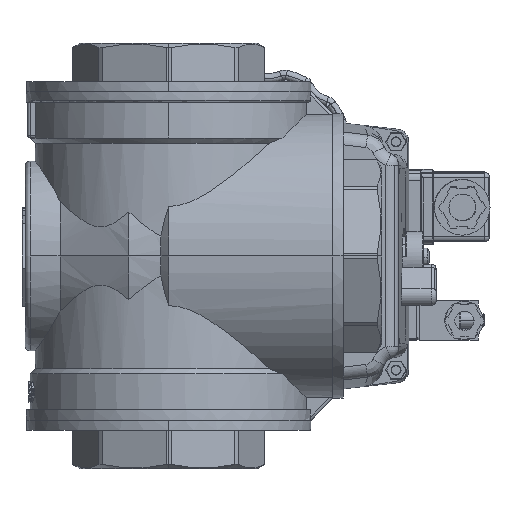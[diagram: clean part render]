
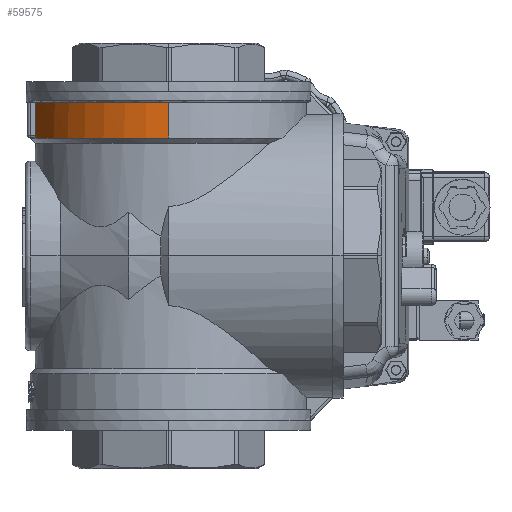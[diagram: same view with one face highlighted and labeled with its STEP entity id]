
A CAD part, front view. The second image highlights one B-rep face of the part: STEP entity #59575.
In plain terms, the highlighted cylindrical face has radius 54 mm (diameter 108 mm), a partial arc.
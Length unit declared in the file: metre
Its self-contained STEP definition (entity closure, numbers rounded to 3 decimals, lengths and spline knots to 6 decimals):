
#1323 = CARTESIAN_POINT ( 'NONE',  ( -0.123645, -0.066407, 0.434682 ) ) ;
#5591 = CARTESIAN_POINT ( 'NONE',  ( -0.123715, -0.066148, 0.434656 ) ) ;
#10852 = EDGE_CURVE ( 'NONE', #29550, #91521, #102470, .T. ) ;
#12806 = B_SPLINE_CURVE_WITH_KNOTS ( 'NONE', 3,
 ( #27638, #43866, #17657, #103597, #26508, #60785, #78317, #1323, #106404, #56196 ),
 .UNSPECIFIED., .F., .F.,
 ( 4, 2, 2, 2, 4 ),
 ( 0., 0.000398, 0.000796, 0.001194, 0.001592 ),
 .UNSPECIFIED. ) ;
#17657 = CARTESIAN_POINT ( 'NONE',  ( -0.123444, -0.067121, 0.435389 ) ) ;
#18209 = DIRECTION ( 'NONE',  ( 0., 0., 1. ) ) ;
#22074 = CIRCLE ( 'NONE', #47163, 0.054 ) ;
#23437 = DIRECTION ( 'NONE',  ( 0., -1., 0. ) ) ;
#26508 = CARTESIAN_POINT ( 'NONE',  ( -0.123496, -0.066942, 0.435034 ) ) ;
#27638 = CARTESIAN_POINT ( 'NONE',  ( -0.123437, -0.067148, 0.435656 ) ) ;
#28207 = LINE ( 'NONE', #64128, #109743 ) ;
#29550 = VERTEX_POINT ( 'NONE', #35390 ) ;
#35390 = CARTESIAN_POINT ( 'NONE',  ( -0.123437, -0.067148, 0.435656 ) ) ;
#36633 = DIRECTION ( 'NONE',  ( 0., 0., 1. ) ) ;
#36646 = CARTESIAN_POINT ( 'NONE',  ( -0.071562, -0.106148, 0.434656 ) ) ;
#40484 = AXIS2_PLACEMENT_3D ( 'NONE', #101607, #50336, #23437 ) ;
#41372 = CYLINDRICAL_SURFACE ( 'NONE', #40484, 0.054 ) ;
#43866 = CARTESIAN_POINT ( 'NONE',  ( -0.123437, -0.067148, 0.435521 ) ) ;
#47163 = AXIS2_PLACEMENT_3D ( 'NONE', #59146, #18209, #58603 ) ;
#48513 = EDGE_CURVE ( 'NONE', #87842, #81309, #22074, .T. ) ;
#50336 = DIRECTION ( 'NONE',  ( 0., 0., 1. ) ) ;
#50628 = CARTESIAN_POINT ( 'NONE',  ( -0.123437, -0.067148, 0.441656 ) ) ;
#52464 = ORIENTED_EDGE ( 'NONE', *, *, #48513, .T. ) ;
#53077 = CARTESIAN_POINT ( 'NONE',  ( -0.071562, -0.106148, 0.448656 ) ) ;
#56196 = CARTESIAN_POINT ( 'NONE',  ( -0.123715, -0.066148, 0.434656 ) ) ;
#56578 = EDGE_LOOP ( 'NONE', ( #52464, #102093, #63770, #68371, #60223 ) ) ;
#58603 = DIRECTION ( 'NONE',  ( 0., -1., 0. ) ) ;
#59146 = CARTESIAN_POINT ( 'NONE',  ( -0.071562, -0.052148, 0.434656 ) ) ;
#59575 = ADVANCED_FACE ( 'NONE', ( #85932 ), #41372, .T. ) ;
#60223 = ORIENTED_EDGE ( 'NONE', *, *, #73837, .T. ) ;
#60785 = CARTESIAN_POINT ( 'NONE',  ( -0.123548, -0.066756, 0.434852 ) ) ;
#63770 = ORIENTED_EDGE ( 'NONE', *, *, #79166, .F. ) ;
#64128 = CARTESIAN_POINT ( 'NONE',  ( -0.071562, -0.106148, 0.441656 ) ) ;
#68371 = ORIENTED_EDGE ( 'NONE', *, *, #10852, .F. ) ;
#71198 = VERTEX_POINT ( 'NONE', #53077 ) ;
#71659 = CARTESIAN_POINT ( 'NONE',  ( -0.071562, -0.052148, 0.448656 ) ) ;
#73837 = EDGE_CURVE ( 'NONE', #29550, #87842, #12806, .T. ) ;
#78317 = CARTESIAN_POINT ( 'NONE',  ( -0.12358, -0.066645, 0.434779 ) ) ;
#79108 = AXIS2_PLACEMENT_3D ( 'NONE', #71659, #82426, #98625 ) ;
#79166 = EDGE_CURVE ( 'NONE', #91521, #71198, #88122, .T. ) ;
#79506 = EDGE_CURVE ( 'NONE', #81309, #71198, #28207, .T. ) ;
#81309 = VERTEX_POINT ( 'NONE', #36646 ) ;
#82426 = DIRECTION ( 'NONE',  ( 0., 0., 1. ) ) ;
#85932 = FACE_OUTER_BOUND ( 'NONE', #56578, .T. ) ;
#87842 = VERTEX_POINT ( 'NONE', #5591 ) ;
#88122 = CIRCLE ( 'NONE', #79108, 0.054 ) ;
#91521 = VERTEX_POINT ( 'NONE', #101211 ) ;
#93501 = DIRECTION ( 'NONE',  ( 0., 0., 1. ) ) ;
#98625 = DIRECTION ( 'NONE',  ( 0., -1., 0. ) ) ;
#101211 = CARTESIAN_POINT ( 'NONE',  ( -0.123437, -0.067148, 0.448656 ) ) ;
#101607 = CARTESIAN_POINT ( 'NONE',  ( -0.071562, -0.052148, 0.441656 ) ) ;
#102093 = ORIENTED_EDGE ( 'NONE', *, *, #79506, .T. ) ;
#102470 = LINE ( 'NONE', #50628, #107494 ) ;
#103597 = CARTESIAN_POINT ( 'NONE',  ( -0.123474, -0.067018, 0.435145 ) ) ;
#106404 = CARTESIAN_POINT ( 'NONE',  ( -0.12368, -0.066278, 0.434656 ) ) ;
#107494 = VECTOR ( 'NONE', #93501, 1. ) ;
#109743 = VECTOR ( 'NONE', #36633, 1. ) ;
